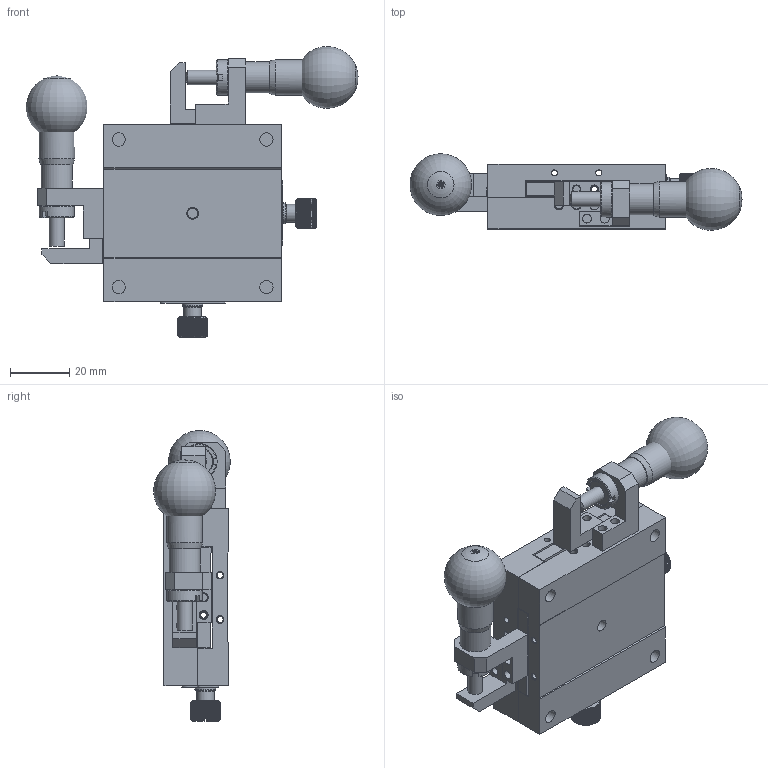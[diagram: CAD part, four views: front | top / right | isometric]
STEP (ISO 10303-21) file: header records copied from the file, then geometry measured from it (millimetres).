
FILE_DESCRIPTION (( 'STEP AP203' ), '1' );
FILE_NAME ('528922.STEP', '2024-11-12T08:41:44', ( 'Windows User' ), ( 'P R C' ), 'SwSTEP 2.0', 'SolidWorks 2020', '' );
FILE_SCHEMA (( 'CONFIG_CONTROL_DESIGN' ));
Products named in the file (1): 528922
Bounding box: 112.41 x 25.96 x 98.44 mm (x, y, z)
Surface area: 43341.9 mm2 (no closed solid volume)
Topology: 0 solids, 24 shells, 4482 faces, 9946 edges, 5459 vertices
Faces by surface type: bspline 2837, cylinder 1018, plane 453, cone 172, torus 2
Full cylindrical faces by diameter (mm): 2.05 x14, 2.459 x4, 2.5 x10, 2.8 x4, 3 x4, 3.242 x8, 4 x2, 4.5 x4, 5 x2, 6 x2, 7 x2, 8.959 x2, 9 x2, 9.5 x2, 10.5 x2, 12 x2, 12.034 x2
Entity records: 175763 total; most frequent: CARTESIAN_POINT 111266, ORIENTED_EDGE 19478, EDGE_CURVE 9833, DIRECTION 5862, VERTEX_POINT 5433, EDGE_LOOP 4729, FACE_OUTER_BOUND 4604, ADVANCED_FACE 4536
